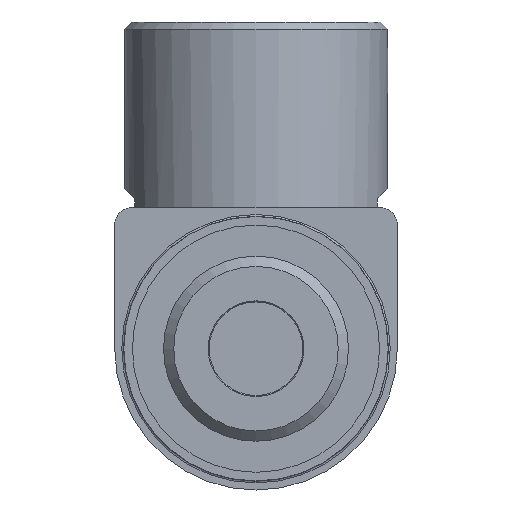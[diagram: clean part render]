
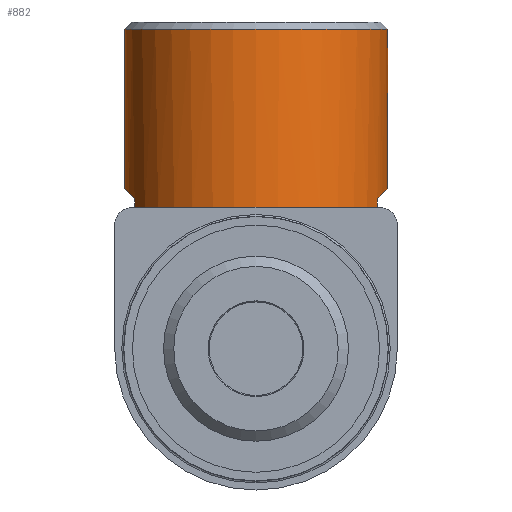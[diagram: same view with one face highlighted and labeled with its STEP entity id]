
A CAD part, front view. The second image highlights one B-rep face of the part: STEP entity #882.
In plain terms, the highlighted cylindrical face has radius 14.9 mm (diameter 29.8 mm), a full revolution.
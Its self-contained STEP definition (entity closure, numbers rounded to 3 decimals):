
#68=ELLIPSE('',#963,21.072,14.9);
#69=ELLIPSE('',#966,21.072,14.9);
#70=LINE('',#1408,#117);
#71=LINE('',#1412,#118);
#72=LINE('',#1418,#119);
#73=LINE('',#1422,#120);
#117=VECTOR('',#1094,1000.);
#118=VECTOR('',#1097,1000.);
#119=VECTOR('',#1102,1000.);
#120=VECTOR('',#1105,1000.);
#178=ORIENTED_EDGE('',*,*,#414,.F.);
#179=ORIENTED_EDGE('',*,*,#415,.F.);
#180=ORIENTED_EDGE('',*,*,#416,.F.);
#181=ORIENTED_EDGE('',*,*,#417,.F.);
#182=ORIENTED_EDGE('',*,*,#418,.F.);
#183=ORIENTED_EDGE('',*,*,#419,.F.);
#184=ORIENTED_EDGE('',*,*,#420,.F.);
#185=ORIENTED_EDGE('',*,*,#421,.F.);
#186=ORIENTED_EDGE('',*,*,#422,.F.);
#187=ORIENTED_EDGE('',*,*,#423,.T.);
#414=EDGE_CURVE('',#531,#532,#617,.F.);
#415=EDGE_CURVE('',#533,#531,#70,.T.);
#416=EDGE_CURVE('',#534,#533,#68,.T.);
#417=EDGE_CURVE('',#535,#534,#71,.F.);
#418=EDGE_CURVE('',#536,#535,#618,.F.);
#419=EDGE_CURVE('',#537,#536,#619,.F.);
#420=EDGE_CURVE('',#538,#537,#72,.T.);
#421=EDGE_CURVE('',#539,#538,#69,.T.);
#422=EDGE_CURVE('',#532,#539,#73,.F.);
#423=EDGE_CURVE('',#540,#540,#620,.T.);
#531=VERTEX_POINT('',#1406);
#532=VERTEX_POINT('',#1407);
#533=VERTEX_POINT('',#1409);
#534=VERTEX_POINT('',#1411);
#535=VERTEX_POINT('',#1413);
#536=VERTEX_POINT('',#1415);
#537=VERTEX_POINT('',#1417);
#538=VERTEX_POINT('',#1419);
#539=VERTEX_POINT('',#1421);
#540=VERTEX_POINT('',#1424);
#617=CIRCLE('',#962,14.9);
#618=CIRCLE('',#964,14.9);
#619=CIRCLE('',#965,14.9);
#620=CIRCLE('',#967,14.9);
#675=EDGE_LOOP('',(#178,#179,#180,#181,#182,#183,#184,#185,#186));
#676=EDGE_LOOP('',(#187));
#771=FACE_BOUND('',#675,.T.);
#772=FACE_BOUND('',#676,.T.);
#866=CYLINDRICAL_SURFACE('',#961,14.9);
#882=ADVANCED_FACE('',(#771,#772),#866,.T.);
#961=AXIS2_PLACEMENT_3D('',#1404,#1090,#1091);
#962=AXIS2_PLACEMENT_3D('',#1405,#1092,#1093);
#963=AXIS2_PLACEMENT_3D('',#1410,#1095,#1096);
#964=AXIS2_PLACEMENT_3D('',#1414,#1098,#1099);
#965=AXIS2_PLACEMENT_3D('',#1416,#1100,#1101);
#966=AXIS2_PLACEMENT_3D('',#1420,#1103,#1104);
#967=AXIS2_PLACEMENT_3D('',#1423,#1106,#1107);
#1090=DIRECTION('',(0.,0.,-1.));
#1091=DIRECTION('',(-1.,0.,0.));
#1092=DIRECTION('',(0.,0.,1.));
#1093=DIRECTION('',(1.,0.,0.));
#1094=DIRECTION('',(0.,0.,-1.));
#1095=DIRECTION('',(-0.707,0.,-0.707));
#1096=DIRECTION('',(0.707,0.,-0.707));
#1097=DIRECTION('',(0.,0.,-1.));
#1098=DIRECTION('',(0.,0.,1.));
#1099=DIRECTION('',(1.,0.,0.));
#1100=DIRECTION('',(0.,0.,1.));
#1101=DIRECTION('',(1.,0.,0.));
#1102=DIRECTION('',(0.,0.,-1.));
#1103=DIRECTION('',(0.707,0.,-0.707));
#1104=DIRECTION('',(-0.707,0.,-0.707));
#1105=DIRECTION('',(0.,0.,-1.));
#1106=DIRECTION('',(0.,0.,-1.));
#1107=DIRECTION('',(-1.,0.,0.));
#1404=CARTESIAN_POINT('',(0.,18.9,8.));
#1405=CARTESIAN_POINT('',(0.,18.9,16.));
#1406=CARTESIAN_POINT('',(-13.75,24.64,16.));
#1407=CARTESIAN_POINT('',(13.75,24.64,16.));
#1408=CARTESIAN_POINT('',(-13.75,24.64,8.));
#1409=CARTESIAN_POINT('',(-13.75,24.64,17.));
#1410=CARTESIAN_POINT('',(0.,18.9,3.25));
#1411=CARTESIAN_POINT('',(-13.75,13.16,17.));
#1412=CARTESIAN_POINT('',(-13.75,13.16,8.));
#1413=CARTESIAN_POINT('',(-13.75,13.16,16.));
#1414=CARTESIAN_POINT('',(0.,18.9,16.));
#1415=CARTESIAN_POINT('',(0.,4.,16.));
#1416=CARTESIAN_POINT('',(0.,18.9,16.));
#1417=CARTESIAN_POINT('',(13.75,13.16,16.));
#1418=CARTESIAN_POINT('',(13.75,13.16,8.));
#1419=CARTESIAN_POINT('',(13.75,13.16,17.));
#1420=CARTESIAN_POINT('',(0.,18.9,3.25));
#1421=CARTESIAN_POINT('',(13.75,24.64,17.));
#1422=CARTESIAN_POINT('',(13.75,24.64,8.));
#1423=CARTESIAN_POINT('',(0.,18.9,36.2));
#1424=CARTESIAN_POINT('',(-14.9,18.9,36.2));
